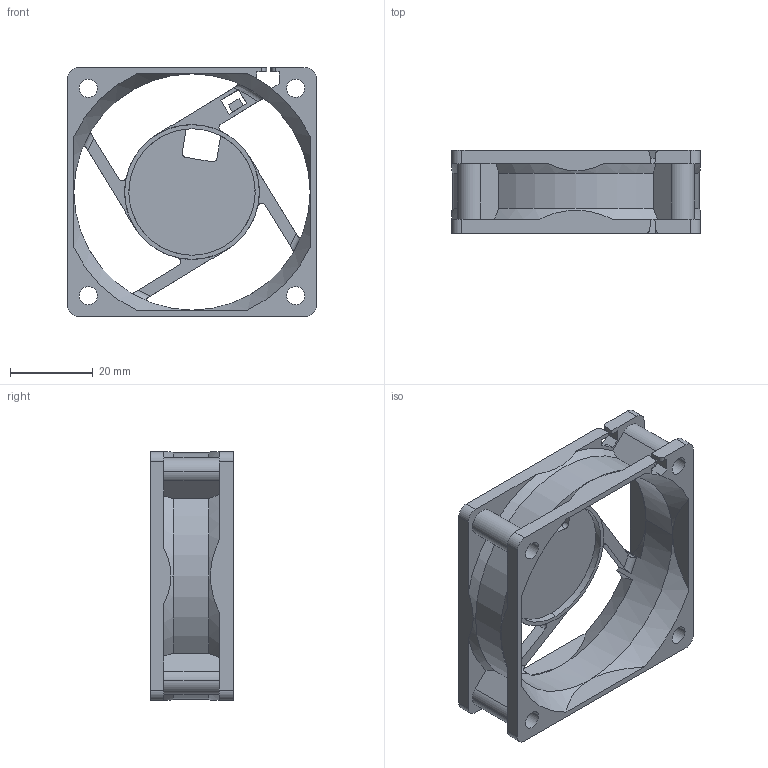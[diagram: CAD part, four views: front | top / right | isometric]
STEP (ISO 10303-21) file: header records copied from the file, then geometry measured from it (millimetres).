
FILE_DESCRIPTION (( 'STEP AP203' ), '1' );
FILE_NAME ('OD6020 m0 Frame Only.stp', '2021-11-29T20:52:22', ( '' ), ( '' ), 'SwSTEP 2.0', 'SolidWorks 2018', '' );
FILE_SCHEMA (( 'CONFIG_CONTROL_DESIGN' ));
Length unit declared in the file: millimetre
Products named in the file (1): OD6020 m0 Frame Only
Bounding box: 60 x 20 x 60 mm (x, y, z)
Volume: 12020.1 mm3; surface area: 15070.3 mm2
Topology: 1 solids, 1 shells, 162 faces, 485 edges, 318 vertices
Faces by surface type: plane 84, cylinder 52, cone 22, torus 4
Entity records: 6443 total; most frequent: CARTESIAN_POINT 2133, ORIENTED_EDGE 970, DIRECTION 804, EDGE_CURVE 485, VERTEX_POINT 318, AXIS2_PLACEMENT_3D 311, LINE 182, VECTOR 182
